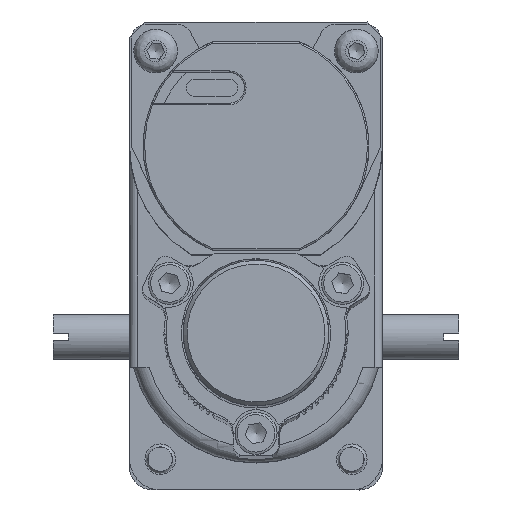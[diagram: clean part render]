
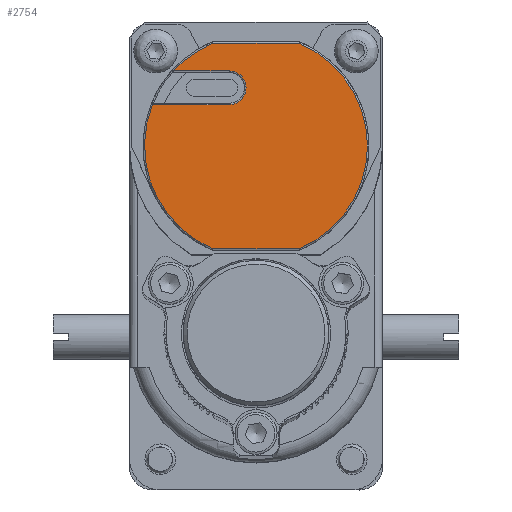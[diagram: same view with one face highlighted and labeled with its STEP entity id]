
A CAD part, top view. The second image highlights one B-rep face of the part: STEP entity #2754.
In plain terms, the highlighted planar face has unit normal (0, 0, 1).
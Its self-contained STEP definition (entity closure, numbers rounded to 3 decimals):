
#2190=CARTESIAN_POINT('',(53.107,35.217,5.0));
#2191=VERTEX_POINT('',#2190);
#2261=CARTESIAN_POINT('',(50.351,30.817,5.0));
#2262=VERTEX_POINT('',#2261);
#2306=CARTESIAN_POINT('',(45.266,27.217,5.0));
#2307=VERTEX_POINT('',#2306);
#2308=CARTESIAN_POINT('',(39.596,40.617,5.0));
#2309=DIRECTION('',(0.0,0.0,-1.0));
#2310=DIRECTION('',(0.589,-0.808,0.0));
#2311=AXIS2_PLACEMENT_3D('',#2308,#2309,#2310);
#2312=CIRCLE('',#2311,14.55);
#2313=EDGE_CURVE('',#2262,#2307,#2312,.T.);
#2338=CARTESIAN_POINT('',(33.927,27.217,5.0));
#2339=VERTEX_POINT('',#2338);
#2340=CARTESIAN_POINT('',(45.266,27.217,5.0));
#2341=DIRECTION('',(-1.0,0.0,0.0));
#2342=VECTOR('',#2341,11.339);
#2343=LINE('',#2340,#2342);
#2344=EDGE_CURVE('',#2307,#2339,#2343,.T.);
#2376=CARTESIAN_POINT('',(33.927,54.017,5.0));
#2377=VERTEX_POINT('',#2376);
#2378=CARTESIAN_POINT('',(39.596,40.617,5.0));
#2379=DIRECTION('',(0.0,0.0,-1.0));
#2380=DIRECTION('',(-1.0,0.0,0.0));
#2381=AXIS2_PLACEMENT_3D('',#2378,#2379,#2380);
#2382=CIRCLE('',#2381,14.55);
#2383=EDGE_CURVE('',#2339,#2377,#2382,.T.);
#2410=CARTESIAN_POINT('',(45.266,54.017,5.0));
#2411=VERTEX_POINT('',#2410);
#2412=CARTESIAN_POINT('',(33.927,54.017,5.0));
#2413=DIRECTION('',(1.0,0.0,0.0));
#2414=VECTOR('',#2413,11.339);
#2415=LINE('',#2412,#2414);
#2416=EDGE_CURVE('',#2377,#2411,#2415,.T.);
#2450=CARTESIAN_POINT('',(39.596,40.617,5.0));
#2451=DIRECTION('',(0.0,0.0,-1.0));
#2452=DIRECTION('',(0.924,0.382,0.0));
#2453=AXIS2_PLACEMENT_3D('',#2450,#2451,#2452);
#2454=CIRCLE('',#2453,14.55);
#2455=EDGE_CURVE('',#2411,#2191,#2454,.T.);
#2527=CARTESIAN_POINT('',(43.096,30.817,5.0));
#2528=VERTEX_POINT('',#2527);
#2536=CARTESIAN_POINT('',(43.096,30.817,5.0));
#2537=DIRECTION('',(1.0,0.0,0.0));
#2538=VECTOR('',#2537,7.255);
#2539=LINE('',#2536,#2538);
#2540=EDGE_CURVE('',#2528,#2262,#2539,.T.);
#2559=CARTESIAN_POINT('',(43.096,35.217,5.0));
#2560=VERTEX_POINT('',#2559);
#2568=CARTESIAN_POINT('',(43.096,33.017,5.0));
#2569=DIRECTION('',(0.0,0.0,1.0));
#2570=DIRECTION('',(-1.0,0.0,0.0));
#2571=AXIS2_PLACEMENT_3D('',#2568,#2569,#2570);
#2572=CIRCLE('',#2571,2.2);
#2573=EDGE_CURVE('',#2560,#2528,#2572,.T.);
#2592=CARTESIAN_POINT('',(53.107,35.217,5.0));
#2593=DIRECTION('',(-1.0,0.0,0.0));
#2594=VECTOR('',#2593,10.011);
#2595=LINE('',#2592,#2594);
#2596=EDGE_CURVE('',#2191,#2560,#2595,.T.);
#2739=CARTESIAN_POINT('',(39.596,40.617,5.0));
#2740=DIRECTION('',(0.0,0.0,1.0));
#2741=DIRECTION('',(1.0,0.0,0.0));
#2742=AXIS2_PLACEMENT_3D('',#2739,#2740,#2741);
#2743=PLANE('',#2742);
#2744=ORIENTED_EDGE('',*,*,#2313,.F.);
#2745=ORIENTED_EDGE('',*,*,#2540,.F.);
#2746=ORIENTED_EDGE('',*,*,#2573,.F.);
#2747=ORIENTED_EDGE('',*,*,#2596,.F.);
#2748=ORIENTED_EDGE('',*,*,#2455,.F.);
#2749=ORIENTED_EDGE('',*,*,#2416,.F.);
#2750=ORIENTED_EDGE('',*,*,#2383,.F.);
#2751=ORIENTED_EDGE('',*,*,#2344,.F.);
#2752=EDGE_LOOP('',(#2744,#2745,#2746,#2747,#2748,#2749,#2750,#2751));
#2753=FACE_OUTER_BOUND('',#2752,.T.);
#2754=ADVANCED_FACE('',(#2753),#2743,.T.);
